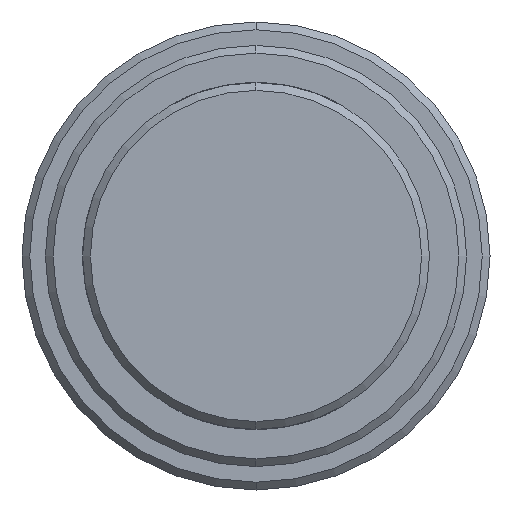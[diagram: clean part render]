
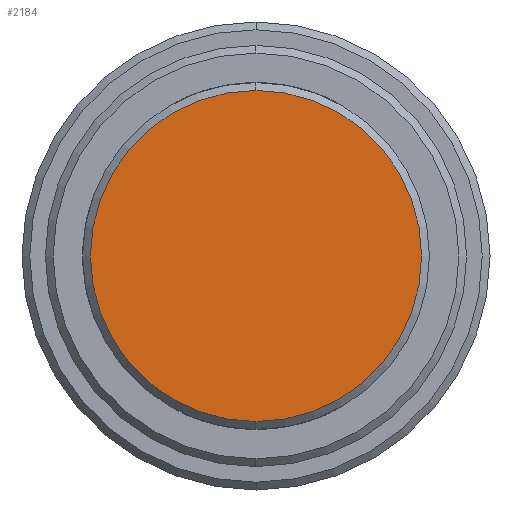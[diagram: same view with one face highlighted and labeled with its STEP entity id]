
A CAD part, left-side view. The second image highlights one B-rep face of the part: STEP entity #2184.
In plain terms, the highlighted planar face has unit normal (-1, 0, 0).
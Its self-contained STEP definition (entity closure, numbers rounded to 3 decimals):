
#84 = ORIENTED_EDGE ( 'NONE', *, *, #1412, .T. ) ;
#275 = EDGE_LOOP ( 'NONE', ( #84, #1912 ) ) ;
#613 = AXIS2_PLACEMENT_3D ( 'NONE', #2856, #1972, #2399 ) ;
#808 = CARTESIAN_POINT ( 'NONE',  ( 0., 0., 0. ) ) ;
#1016 = FACE_OUTER_BOUND ( 'NONE', #275, .T. ) ;
#1263 = DIRECTION ( 'NONE',  ( -1., 0., 0. ) ) ;
#1299 = CARTESIAN_POINT ( 'NONE',  ( 0., 0., 21.225 ) ) ;
#1309 = PLANE ( 'NONE',  #613 ) ;
#1343 = VERTEX_POINT ( 'NONE', #2396 ) ;
#1412 = EDGE_CURVE ( 'NONE', #1343, #2229, #1677, .T. ) ;
#1677 = CIRCLE ( 'NONE', #2235, 21.225 ) ;
#1771 = CIRCLE ( 'NONE', #1935, 21.225 ) ;
#1912 = ORIENTED_EDGE ( 'NONE', *, *, #2542, .T. ) ;
#1935 = AXIS2_PLACEMENT_3D ( 'NONE', #2368, #1263, #2582 ) ;
#1972 = DIRECTION ( 'NONE',  ( 1., 0., 0. ) ) ;
#2184 = ADVANCED_FACE ( 'NONE', ( #1016 ), #1309, .F. ) ;
#2229 = VERTEX_POINT ( 'NONE', #1299 ) ;
#2235 = AXIS2_PLACEMENT_3D ( 'NONE', #808, #2349, #2358 ) ;
#2349 = DIRECTION ( 'NONE',  ( -1., 0., 0. ) ) ;
#2358 = DIRECTION ( 'NONE',  ( 0., 0., -1. ) ) ;
#2368 = CARTESIAN_POINT ( 'NONE',  ( 0., 0., 0. ) ) ;
#2396 = CARTESIAN_POINT ( 'NONE',  ( 0., 0., -21.225 ) ) ;
#2399 = DIRECTION ( 'NONE',  ( 0., 0., -1. ) ) ;
#2542 = EDGE_CURVE ( 'NONE', #2229, #1343, #1771, .T. ) ;
#2582 = DIRECTION ( 'NONE',  ( 0., 0., -1. ) ) ;
#2856 = CARTESIAN_POINT ( 'NONE',  ( 0., 0., 0. ) ) ;
